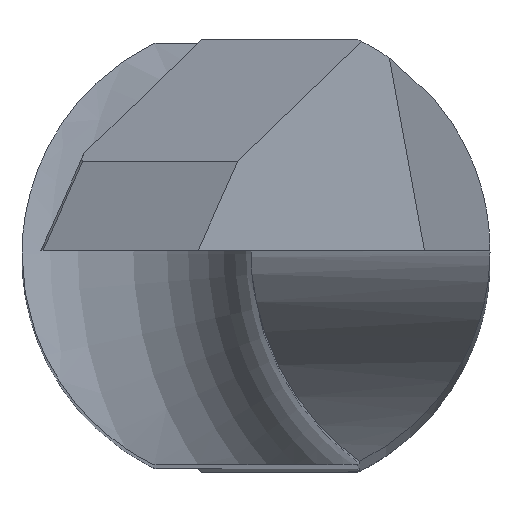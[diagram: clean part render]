
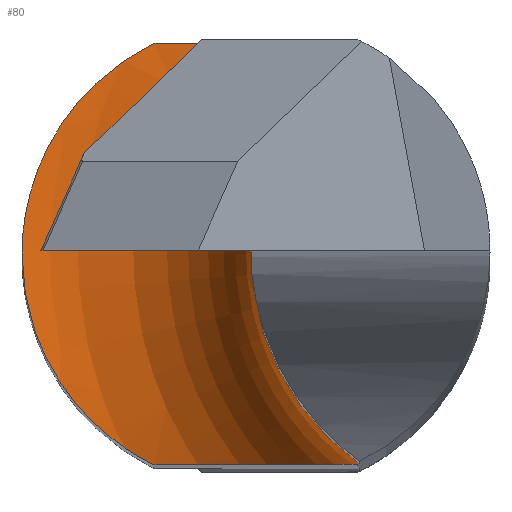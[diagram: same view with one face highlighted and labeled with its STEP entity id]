
A CAD part, top view. The second image highlights one B-rep face of the part: STEP entity #80.
In plain terms, the highlighted toroidal (fillet/blend) face has major radius 4.75 mm and minor radius 2 mm.
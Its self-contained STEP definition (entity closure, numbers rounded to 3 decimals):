
#29=TOROIDAL_SURFACE('',#820,4.75,2.);
#80=ADVANCED_FACE('',(#138),#29,.F.);
#138=FACE_OUTER_BOUND('',#173,.T.);
#173=EDGE_LOOP('',(#316,#317,#318,#319,#320,#321,#322,#323));
#196=CIRCLE('',#818,2.75);
#197=CIRCLE('',#819,2.75);
#316=ORIENTED_EDGE('',*,*,#528,.F.);
#317=ORIENTED_EDGE('',*,*,#529,.T.);
#318=ORIENTED_EDGE('',*,*,#530,.T.);
#319=ORIENTED_EDGE('',*,*,#531,.T.);
#320=ORIENTED_EDGE('',*,*,#509,.T.);
#321=ORIENTED_EDGE('',*,*,#532,.F.);
#322=ORIENTED_EDGE('',*,*,#533,.F.);
#323=ORIENTED_EDGE('',*,*,#499,.T.);
#422=VERTEX_POINT('',#1205);
#423=VERTEX_POINT('',#1212);
#432=VERTEX_POINT('',#1251);
#433=VERTEX_POINT('',#1258);
#444=VERTEX_POINT('',#1352);
#445=VERTEX_POINT('',#1380);
#446=VERTEX_POINT('',#1394);
#447=VERTEX_POINT('',#1409);
#499=EDGE_CURVE('',#423,#422,#570,.T.);
#509=EDGE_CURVE('',#433,#432,#574,.T.);
#528=EDGE_CURVE('',#444,#422,#581,.T.);
#529=EDGE_CURVE('',#444,#445,#582,.T.);
#530=EDGE_CURVE('',#445,#446,#583,.T.);
#531=EDGE_CURVE('',#446,#433,#584,.T.);
#532=EDGE_CURVE('',#447,#432,#196,.T.);
#533=EDGE_CURVE('',#423,#447,#197,.T.);
#570=B_SPLINE_CURVE_WITH_KNOTS('',3,(#1206,#1207,#1208,#1209,#1210,#1211),
 .UNSPECIFIED.,.F.,.F.,(4,1,1,4),(0.,0.333,0.667,1.),
 .UNSPECIFIED.);
#574=B_SPLINE_CURVE_WITH_KNOTS('',3,(#1252,#1253,#1254,#1255,#1256,#1257),
 .UNSPECIFIED.,.F.,.F.,(4,1,1,4),(0.,0.333,0.667,1.),
 .UNSPECIFIED.);
#581=B_SPLINE_CURVE_WITH_KNOTS('',3,(#1353,#1354,#1355,#1356,#1357,#1358,
#1359,#1360,#1361,#1362,#1363,#1364,#1365),.UNSPECIFIED.,.F.,.F.,(4,3,3,
3,4),(0.,0.351,0.691,0.894,1.),
 .UNSPECIFIED.);
#582=B_SPLINE_CURVE_WITH_KNOTS('',3,(#1367,#1368,#1369,#1370,#1371,#1372,
#1373,#1374,#1375,#1376,#1377,#1378,#1379),.UNSPECIFIED.,.F.,.F.,(4,3,3,
3,4),(0.,0.29,0.579,0.879,1.),
 .UNSPECIFIED.);
#583=B_SPLINE_CURVE_WITH_KNOTS('',3,(#1381,#1382,#1383,#1384,#1385,#1386,
#1387,#1388,#1389,#1390,#1391,#1392,#1393),.UNSPECIFIED.,.F.,.F.,(4,3,3,
3,4),(0.,0.3,0.6,0.902,1.),
 .UNSPECIFIED.);
#584=B_SPLINE_CURVE_WITH_KNOTS('',3,(#1395,#1396,#1397,#1398,#1399,#1400,
#1401,#1402,#1403,#1404,#1405,#1406,#1407),.UNSPECIFIED.,.F.,.F.,(4,3,3,
3,4),(0.,0.351,0.691,0.894,1.),
 .UNSPECIFIED.);
#818=AXIS2_PLACEMENT_3D('',#1408,#955,#956);
#819=AXIS2_PLACEMENT_3D('',#1410,#957,#958);
#820=AXIS2_PLACEMENT_3D('',#1411,#959,#960);
#955=DIRECTION('',(0.,0.,1.));
#956=DIRECTION('',(-1.,0.,0.));
#957=DIRECTION('',(0.,0.,1.));
#958=DIRECTION('',(-0.579,0.815,0.));
#959=DIRECTION('',(0.,0.,-1.));
#960=DIRECTION('',(-1.,0.,0.));
#1205=CARTESIAN_POINT('',(1.09,2.25,13.44));
#1206=CARTESIAN_POINT('',(1.107,2.242,13.699));
#1207=CARTESIAN_POINT('',(1.107,2.242,13.67));
#1208=CARTESIAN_POINT('',(1.106,2.242,13.612));
#1209=CARTESIAN_POINT('',(1.1,2.245,13.526));
#1210=CARTESIAN_POINT('',(1.094,2.248,13.468));
#1211=CARTESIAN_POINT('',(1.09,2.25,13.44));
#1212=CARTESIAN_POINT('',(1.107,2.242,13.699));
#1251=CARTESIAN_POINT('',(1.107,-2.242,13.699));
#1252=CARTESIAN_POINT('',(1.09,-2.25,13.44));
#1253=CARTESIAN_POINT('',(1.094,-2.248,13.468));
#1254=CARTESIAN_POINT('',(1.1,-2.245,13.526));
#1255=CARTESIAN_POINT('',(1.106,-2.242,13.612));
#1256=CARTESIAN_POINT('',(1.107,-2.242,13.67));
#1257=CARTESIAN_POINT('',(1.107,-2.242,13.699));
#1258=CARTESIAN_POINT('',(1.09,-2.25,13.44));
#1352=CARTESIAN_POINT('',(-1.09,2.25,11.728));
#1353=CARTESIAN_POINT('',(-1.09,2.25,11.728));
#1354=CARTESIAN_POINT('',(-0.755,2.25,11.778));
#1355=CARTESIAN_POINT('',(-0.425,2.25,11.892));
#1356=CARTESIAN_POINT('',(-0.127,2.25,12.053));
#1357=CARTESIAN_POINT('',(0.162,2.25,12.21));
#1358=CARTESIAN_POINT('',(0.431,2.25,12.414));
#1359=CARTESIAN_POINT('',(0.652,2.25,12.658));
#1360=CARTESIAN_POINT('',(0.785,2.25,12.804));
#1361=CARTESIAN_POINT('',(0.902,2.25,12.968));
#1362=CARTESIAN_POINT('',(0.987,2.25,13.146));
#1363=CARTESIAN_POINT('',(1.031,2.25,13.24));
#1364=CARTESIAN_POINT('',(1.067,2.25,13.338));
#1365=CARTESIAN_POINT('',(1.09,2.25,13.44));
#1367=CARTESIAN_POINT('',(-1.09,2.25,11.728));
#1368=CARTESIAN_POINT('',(-1.331,2.133,11.703));
#1369=CARTESIAN_POINT('',(-1.557,1.974,11.697));
#1370=CARTESIAN_POINT('',(-1.749,1.786,11.699));
#1371=CARTESIAN_POINT('',(-1.941,1.598,11.702));
#1372=CARTESIAN_POINT('',(-2.104,1.376,11.712));
#1373=CARTESIAN_POINT('',(-2.227,1.137,11.722));
#1374=CARTESIAN_POINT('',(-2.353,0.889,11.733));
#1375=CARTESIAN_POINT('',(-2.439,0.616,11.743));
#1376=CARTESIAN_POINT('',(-2.477,0.339,11.747));
#1377=CARTESIAN_POINT('',(-2.492,0.227,11.749));
#1378=CARTESIAN_POINT('',(-2.5,0.113,11.75));
#1379=CARTESIAN_POINT('',(-2.5,0.,11.75));
#1380=CARTESIAN_POINT('',(-2.5,0.,11.75));
#1381=CARTESIAN_POINT('',(-2.5,0.,11.75));
#1382=CARTESIAN_POINT('',(-2.5,-0.279,11.75));
#1383=CARTESIAN_POINT('',(-2.452,-0.561,11.744));
#1384=CARTESIAN_POINT('',(-2.36,-0.825,11.735));
#1385=CARTESIAN_POINT('',(-2.268,-1.088,11.725));
#1386=CARTESIAN_POINT('',(-2.13,-1.338,11.713));
#1387=CARTESIAN_POINT('',(-1.956,-1.556,11.705));
#1388=CARTESIAN_POINT('',(-1.782,-1.776,11.697));
#1389=CARTESIAN_POINT('',(-1.567,-1.968,11.695));
#1390=CARTESIAN_POINT('',(-1.33,-2.117,11.709));
#1391=CARTESIAN_POINT('',(-1.252,-2.166,11.713));
#1392=CARTESIAN_POINT('',(-1.172,-2.21,11.72));
#1393=CARTESIAN_POINT('',(-1.09,-2.25,11.728));
#1394=CARTESIAN_POINT('',(-1.09,-2.25,11.728));
#1395=CARTESIAN_POINT('',(-1.09,-2.25,11.728));
#1396=CARTESIAN_POINT('',(-0.755,-2.25,11.778));
#1397=CARTESIAN_POINT('',(-0.425,-2.25,11.892));
#1398=CARTESIAN_POINT('',(-0.127,-2.25,12.053));
#1399=CARTESIAN_POINT('',(0.162,-2.25,12.21));
#1400=CARTESIAN_POINT('',(0.431,-2.25,12.414));
#1401=CARTESIAN_POINT('',(0.652,-2.25,12.658));
#1402=CARTESIAN_POINT('',(0.785,-2.25,12.804));
#1403=CARTESIAN_POINT('',(0.902,-2.25,12.968));
#1404=CARTESIAN_POINT('',(0.987,-2.25,13.146));
#1405=CARTESIAN_POINT('',(1.031,-2.25,13.24));
#1406=CARTESIAN_POINT('',(1.067,-2.25,13.338));
#1407=CARTESIAN_POINT('',(1.09,-2.25,13.44));
#1408=CARTESIAN_POINT('',(2.7,0.,13.699));
#1409=CARTESIAN_POINT('',(-0.05,0.,13.699));
#1410=CARTESIAN_POINT('',(2.7,0.,13.699));
#1411=CARTESIAN_POINT('',(2.7,0.,13.699));
